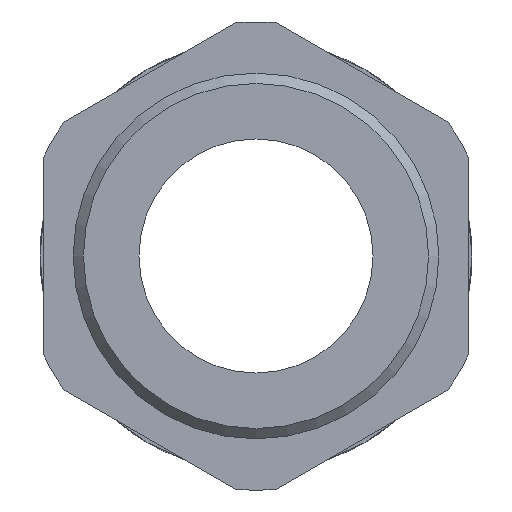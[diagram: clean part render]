
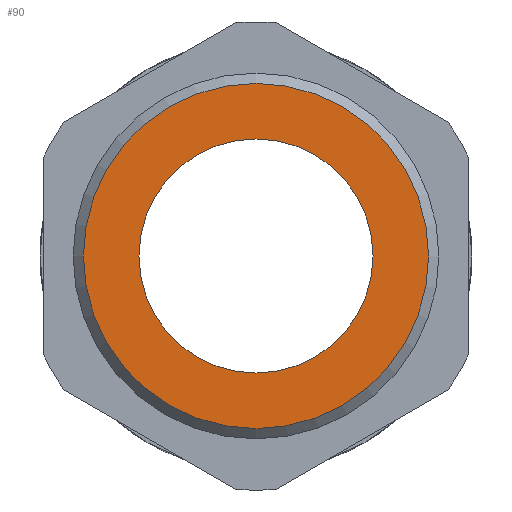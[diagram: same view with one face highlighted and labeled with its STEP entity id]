
A CAD part, left-side view. The second image highlights one B-rep face of the part: STEP entity #90.
In plain terms, the highlighted planar face has unit normal (-1, 0, 0).
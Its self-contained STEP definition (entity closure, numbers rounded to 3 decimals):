
#90 = ADVANCED_FACE( '', ( #193, #194 ), #195, .F. );
#193 = FACE_OUTER_BOUND( '', #363, .T. );
#194 = FACE_BOUND( '', #364, .T. );
#195 = PLANE( '', #365 );
#363 = EDGE_LOOP( '', ( #645 ) );
#364 = EDGE_LOOP( '', ( #646 ) );
#365 = AXIS2_PLACEMENT_3D( '', #647, #648, #649 );
#645 = ORIENTED_EDGE( '', *, *, #1125, .F. );
#646 = ORIENTED_EDGE( '', *, *, #1126, .T. );
#647 = CARTESIAN_POINT( '', ( -35., 0., 0. ) );
#648 = DIRECTION( '', ( 1., 0., 0. ) );
#649 = DIRECTION( '', ( 0., 0., -1. ) );
#1125 = EDGE_CURVE( '', #1368, #1368, #1369, .T. );
#1126 = EDGE_CURVE( '', #1370, #1370, #1371, .T. );
#1368 = VERTEX_POINT( '', #1678 );
#1369 = CIRCLE( '', #1679, 11.793 );
#1370 = VERTEX_POINT( '', #1680 );
#1371 = CIRCLE( '', #1681, 8. );
#1678 = CARTESIAN_POINT( '', ( -35., 0., -11.793 ) );
#1679 = AXIS2_PLACEMENT_3D( '', #2015, #2016, #2017 );
#1680 = CARTESIAN_POINT( '', ( -35., 0., -8. ) );
#1681 = AXIS2_PLACEMENT_3D( '', #2018, #2019, #2020 );
#2015 = CARTESIAN_POINT( '', ( -35., 0., 0. ) );
#2016 = DIRECTION( '', ( 1., 0., 0. ) );
#2017 = DIRECTION( '', ( 0., 0., -1. ) );
#2018 = CARTESIAN_POINT( '', ( -35., 0., 0. ) );
#2019 = DIRECTION( '', ( 1., 0., 0. ) );
#2020 = DIRECTION( '', ( 0., 0., -1. ) );
